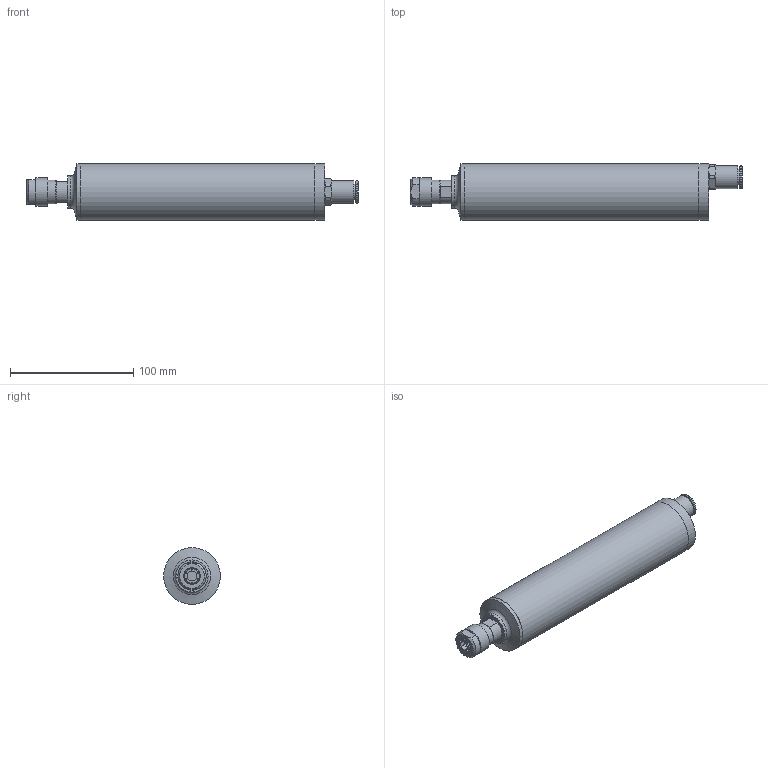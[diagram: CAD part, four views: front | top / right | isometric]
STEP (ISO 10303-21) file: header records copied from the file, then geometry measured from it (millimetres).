
FILE_DESCRIPTION(/* description */ ('ES 170 ER-GA'),/* implementation_level */ '2;1');
FILE_NAME(/* name */ 'ES 170 ER-GA_60052407.stp',/* time_stamp */ '2023-08-30T14:09:28+02:00',/* author */ ('DSteinicke'),/* organization */ (''),/* preprocessor_version */ 'ST-DEVELOPER v19.2',/* originating_system */ 'Autodesk Inventor 2024',/* authorisation */ '');
FILE_SCHEMA (('AUTOMOTIVE_DESIGN { 1 0 10303 214 3 1 1 }'));
Length unit declared in the file: millimetre
Products named in the file (1): 60052407
Bounding box: 269.27 x 46 x 46 mm (x, y, z)
Volume: 352785 mm3; surface area: 39936.1 mm2
Topology: 1 solids, 1 shells, 233 faces, 673 edges, 432 vertices
Faces by surface type: plane 157, cylinder 44, cone 30, torus 2
Full cylindrical faces by diameter (mm): 8 x1, 11.445 x2, 12 x1, 13.2 x2, 18.5 x2, 19 x1, 20.3 x1, 23 x1, 26 x1, 44.6 x1, 46 x3
Entity records: 7967 total; most frequent: CARTESIAN_POINT 1568, ORIENTED_EDGE 1346, DIRECTION 1229, EDGE_CURVE 673, VERTEX_POINT 432, AXIS2_PLACEMENT_3D 419, LINE 391, VECTOR 391
